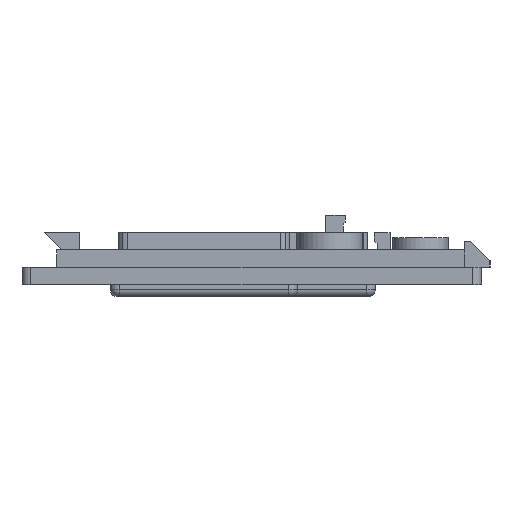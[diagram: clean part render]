
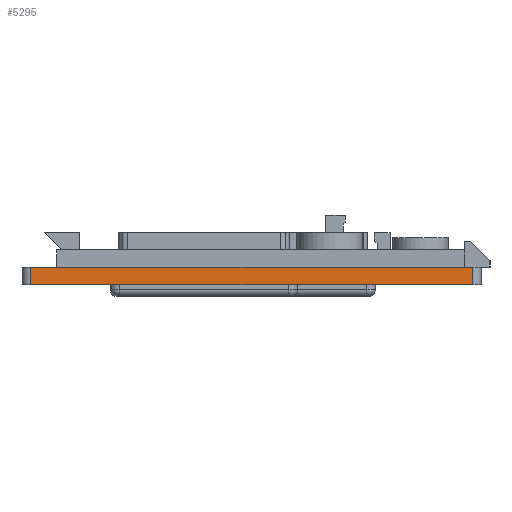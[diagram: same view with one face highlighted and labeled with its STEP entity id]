
A CAD part, left-side view. The second image highlights one B-rep face of the part: STEP entity #5295.
In plain terms, the highlighted planar face has unit normal (-1, 0, 0).
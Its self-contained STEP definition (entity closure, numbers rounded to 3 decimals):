
#1439=CARTESIAN_POINT('',(238.,1.,0.));
#1440=VERTEX_POINT('',#1439);
#1448=CARTESIAN_POINT('',(238.,52.,0.));
#1449=VERTEX_POINT('',#1448);
#1450=CARTESIAN_POINT('',(238.,1.,0.));
#1451=DIRECTION('',(0.,1.,0.));
#1452=VECTOR('',#1451,51.);
#1453=LINE('',#1450,#1452);
#1454=EDGE_CURVE('',#1440,#1449,#1453,.T.);
#4981=CARTESIAN_POINT('',(238.,52.,2.));
#4982=VERTEX_POINT('',#4981);
#4990=CARTESIAN_POINT('',(238.,1.,2.));
#4991=VERTEX_POINT('',#4990);
#4992=CARTESIAN_POINT('',(238.,1.,2.));
#4993=DIRECTION('',(0.,1.,0.));
#4994=VECTOR('',#4993,51.);
#4995=LINE('',#4992,#4994);
#4996=EDGE_CURVE('',#4991,#4982,#4995,.T.);
#5274=CARTESIAN_POINT('',(238.,26.5,2.));
#5275=DIRECTION('',(-1.,0.,0.));
#5276=DIRECTION('',(0.,0.,1.));
#5277=AXIS2_PLACEMENT_3D('',#5274,#5275,#5276);
#5278=PLANE('',#5277);
#5279=ORIENTED_EDGE('',*,*,#1454,.F.);
#5280=CARTESIAN_POINT('',(238.,1.,0.));
#5281=DIRECTION('',(0.,0.,1.));
#5282=VECTOR('',#5281,2.);
#5283=LINE('',#5280,#5282);
#5284=EDGE_CURVE('',#1440,#4991,#5283,.T.);
#5285=ORIENTED_EDGE('',*,*,#5284,.T.);
#5286=ORIENTED_EDGE('',*,*,#4996,.T.);
#5287=CARTESIAN_POINT('',(238.,52.,2.));
#5288=DIRECTION('',(-0.,-0.,-1.));
#5289=VECTOR('',#5288,2.);
#5290=LINE('',#5287,#5289);
#5291=EDGE_CURVE('',#4982,#1449,#5290,.T.);
#5292=ORIENTED_EDGE('',*,*,#5291,.T.);
#5293=EDGE_LOOP('',(#5279,#5285,#5286,#5292));
#5294=FACE_BOUND('',#5293,.T.);
#5295=ADVANCED_FACE('',(#5294),#5278,.T.);
